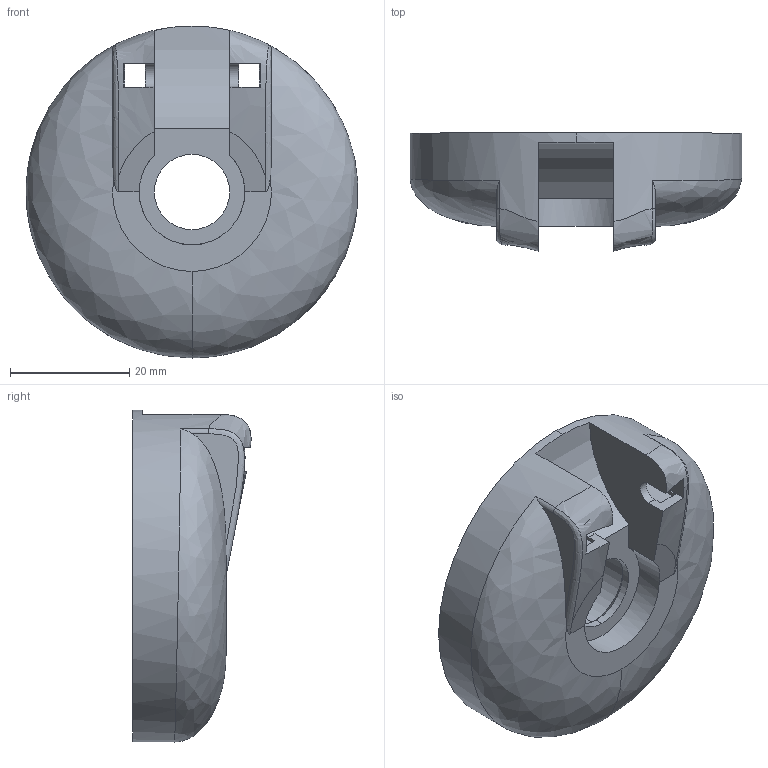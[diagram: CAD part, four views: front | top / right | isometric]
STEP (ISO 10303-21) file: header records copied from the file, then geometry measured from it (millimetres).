
FILE_DESCRIPTION (( 'STEP AP214' ), '1' );
FILE_NAME ('wheel-holder.STEP', '2025-09-08T02:43:50', ( '' ), ( '' ), 'SwSTEP 2.0', 'SolidWorks 2025', '' );
FILE_SCHEMA (( 'AUTOMOTIVE_DESIGN' ));
Length unit declared in the file: millimetre
Products named in the file (1): wheel-holder
Bounding box: 55.6 x 19.79 x 55.6 mm (x, y, z)
Volume: 10224.9 mm3; surface area: 11338 mm2
Topology: 1 solids, 1 shells, 86 faces, 256 edges, 170 vertices
Faces by surface type: plane 45, cylinder 28, bspline 11, cone 2
Entity records: 10020 total; most frequent: CARTESIAN_POINT 7864, ORIENTED_EDGE 512, DIRECTION 359, EDGE_CURVE 256, VERTEX_POINT 170, LINE 123, VECTOR 123, AXIS2_PLACEMENT_3D 118
